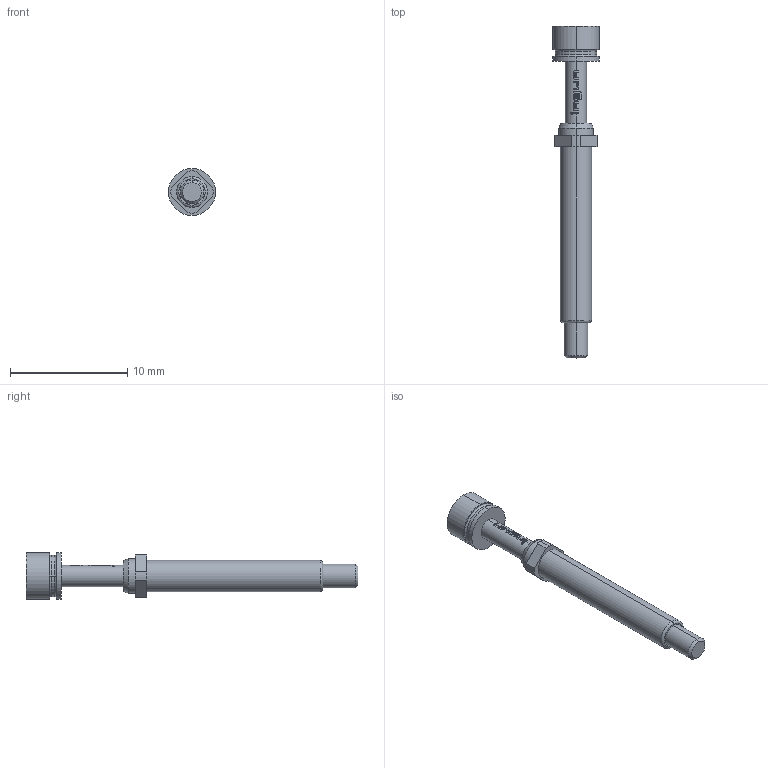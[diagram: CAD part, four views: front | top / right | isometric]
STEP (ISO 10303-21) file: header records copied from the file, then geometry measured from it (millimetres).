
FILE_DESCRIPTION (( 'STEP AP203' ), '1' );
FILE_NAME ('INGUN_HSS-120_302_400_A_xx02_M.STEP', '2022-02-03T11:25:02', ( 'ochi' ), ( '' ), 'SwSTEP 2.0', 'SolidWorks 2018', '' );
FILE_SCHEMA (( 'CONFIG_CONTROL_DESIGN' ));
Length unit declared in the file: millimetre
Products named in the file (1): INGUN_HSS-120_302_400_A_xx02_M
Bounding box: 4 x 28.3 x 4 mm (x, y, z)
Volume: 156.7 mm3; surface area: 269.4 mm2
Topology: 1 solids, 1 shells, 123 faces, 329 edges, 216 vertices
Faces by surface type: plane 53, cylinder 38, bspline 22, torus 6, cone 4
Entity records: 4232 total; most frequent: CARTESIAN_POINT 1189, ORIENTED_EDGE 658, DIRECTION 577, EDGE_CURVE 329, AXIS2_PLACEMENT_3D 232, VERTEX_POINT 216, EDGE_LOOP 131, CIRCLE 130
